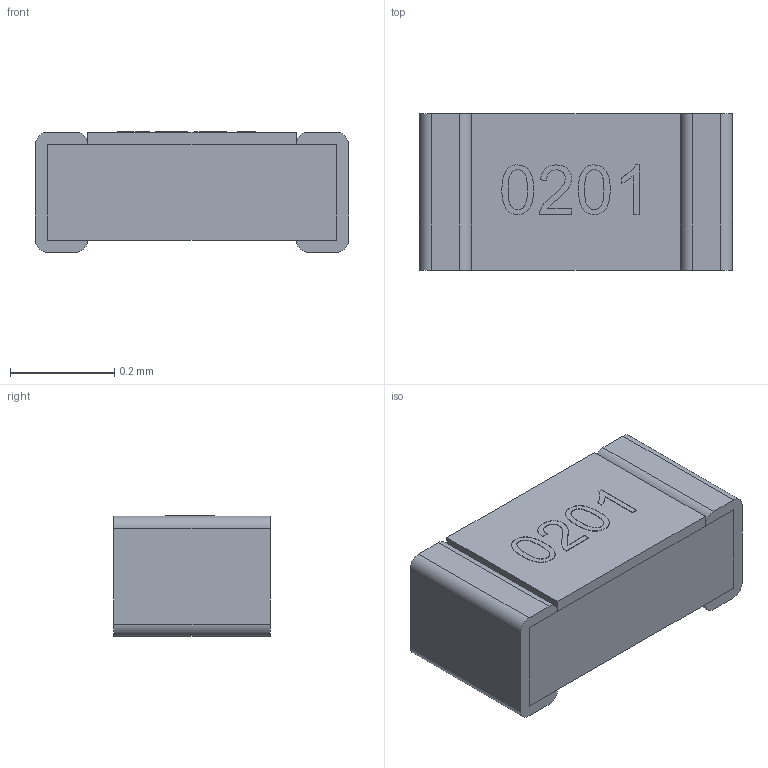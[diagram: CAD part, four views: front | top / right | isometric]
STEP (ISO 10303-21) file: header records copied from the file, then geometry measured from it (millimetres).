
FILE_DESCRIPTION(('FreeCAD Model'),'2;1');
FILE_NAME('0201R_A.step', '2022-09-12T08:00:51',('Author'),(''), 'Open CASCADE STEP processor 7.3','FreeCAD','Unknown');
FILE_SCHEMA(('AUTOMOTIVE_DESIGN { 1 0 10303 214 1 1 1 1 }'));
Length unit declared in the file: millimetre
Products named in the file (2): R_0201_0603Metric; Extrude
Bounding box: 0.6 x 0.3 x 0.23 mm (x, y, z)
Volume: 0 mm3; surface area: 0.8 mm2
Topology: 5 solids, 5 shells, 105 faces, 281 edges, 186 vertices
Faces by surface type: extrusion 62, plane 35, cylinder 8
Entity records: 3587 total; most frequent: CARTESIAN_POINT 945, ORIENTED_EDGE 562, DIRECTION 323, EDGE_CURVE 281, VECTOR 203, VERTEX_POINT 186, B_SPLINE_CURVE_WITH_KNOTS 186, LINE 141
